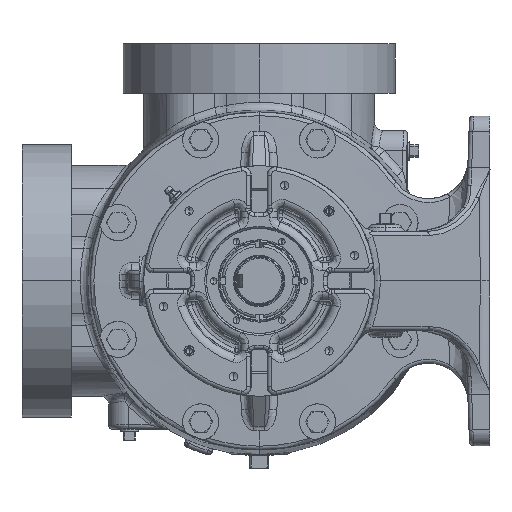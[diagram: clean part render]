
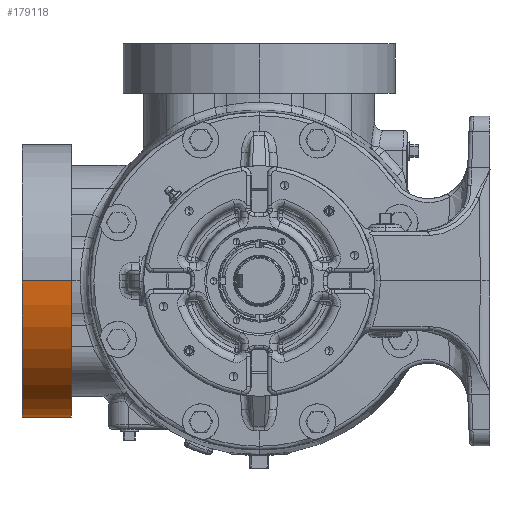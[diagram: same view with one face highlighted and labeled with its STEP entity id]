
A CAD part, left-side view. The second image highlights one B-rep face of the part: STEP entity #179118.
In plain terms, the highlighted cylindrical face has radius 104.775 mm (diameter 209.55 mm), a partial arc.
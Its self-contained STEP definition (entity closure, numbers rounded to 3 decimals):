
#9016 = FACE_OUTER_BOUND ( 'NONE', #39853, .T. ) ;
#11142 = DIRECTION ( 'NONE',  ( 0., -1., 0. ) ) ;
#12841 = CARTESIAN_POINT ( 'NONE',  ( 9.855, 182.563, 0. ) ) ;
#13993 = CARTESIAN_POINT ( 'NONE',  ( 219.405, 123.992, 0. ) ) ;
#25146 = CIRCLE ( 'NONE', #149434, 104.775 ) ;
#25657 = EDGE_CURVE ( 'NONE', #166471, #32349, #62947, .T. ) ;
#32349 = VERTEX_POINT ( 'NONE', #55745 ) ;
#39853 = EDGE_LOOP ( 'NONE', ( #145368, #109669, #53263, #45629 ) ) ;
#45629 = ORIENTED_EDGE ( 'NONE', *, *, #171648, .F. ) ;
#47829 = CIRCLE ( 'NONE', #150803, 104.775 ) ;
#49879 = CARTESIAN_POINT ( 'NONE',  ( 219.405, 182.563, 0. ) ) ;
#53263 = ORIENTED_EDGE ( 'NONE', *, *, #191379, .F. ) ;
#55745 = CARTESIAN_POINT ( 'NONE',  ( 219.405, 144.463, 0. ) ) ;
#62947 = LINE ( 'NONE', #13993, #200716 ) ;
#66235 = DIRECTION ( 'NONE',  ( 0., -1., 0. ) ) ;
#73071 = LINE ( 'NONE', #140862, #100497 ) ;
#76855 = CYLINDRICAL_SURFACE ( 'NONE', #90780, 104.775 ) ;
#88427 = CARTESIAN_POINT ( 'NONE',  ( 9.855, 144.463, 0. ) ) ;
#90780 = AXIS2_PLACEMENT_3D ( 'NONE', #193629, #111283, #212528 ) ;
#100497 = VECTOR ( 'NONE', #208716, 1000. ) ;
#109669 = ORIENTED_EDGE ( 'NONE', *, *, #25657, .T. ) ;
#111283 = DIRECTION ( 'NONE',  ( 0., -1., 0. ) ) ;
#113305 = CARTESIAN_POINT ( 'NONE',  ( 114.63, 144.463, 0. ) ) ;
#114405 = DIRECTION ( 'NONE',  ( 0., -1., 0. ) ) ;
#116732 = DIRECTION ( 'NONE',  ( -1., 0., 0. ) ) ;
#132415 = VERTEX_POINT ( 'NONE', #88427 ) ;
#137565 = VERTEX_POINT ( 'NONE', #12841 ) ;
#140862 = CARTESIAN_POINT ( 'NONE',  ( 9.855, 123.992, 0. ) ) ;
#145368 = ORIENTED_EDGE ( 'NONE', *, *, #168396, .T. ) ;
#149434 = AXIS2_PLACEMENT_3D ( 'NONE', #185620, #11142, #116732 ) ;
#150803 = AXIS2_PLACEMENT_3D ( 'NONE', #113305, #114405, #197814 ) ;
#166471 = VERTEX_POINT ( 'NONE', #49879 ) ;
#168396 = EDGE_CURVE ( 'NONE', #137565, #166471, #25146, .T. ) ;
#171648 = EDGE_CURVE ( 'NONE', #137565, #132415, #73071, .T. ) ;
#179118 = ADVANCED_FACE ( 'Defeatured_0_2941', ( #9016 ), #76855, .T. ) ;
#185620 = CARTESIAN_POINT ( 'NONE',  ( 114.63, 182.563, 0. ) ) ;
#191379 = EDGE_CURVE ( 'NONE', #132415, #32349, #47829, .T. ) ;
#193629 = CARTESIAN_POINT ( 'NONE',  ( 114.63, 123.992, 0. ) ) ;
#197814 = DIRECTION ( 'NONE',  ( -1., 0., 0. ) ) ;
#200716 = VECTOR ( 'NONE', #66235, 1000. ) ;
#208716 = DIRECTION ( 'NONE',  ( 0., -1., 0. ) ) ;
#212528 = DIRECTION ( 'NONE',  ( -1., 0., 0. ) ) ;
